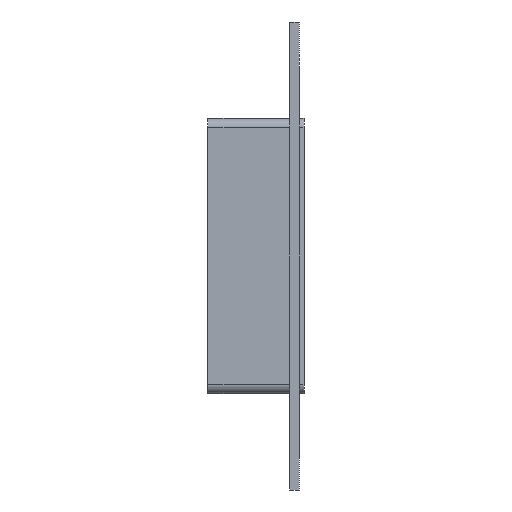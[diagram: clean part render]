
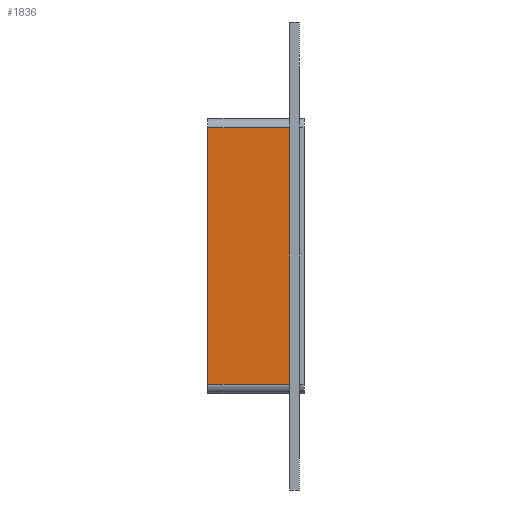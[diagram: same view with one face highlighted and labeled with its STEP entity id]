
A CAD part, left-side view. The second image highlights one B-rep face of the part: STEP entity #1836.
In plain terms, the highlighted planar face has unit normal (-1, 0, 0).
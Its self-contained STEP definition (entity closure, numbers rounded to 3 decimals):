
#1119=CARTESIAN_POINT('',(-262.0,6.,-79.75));
#1120=VERTEX_POINT('',#1119);
#1170=CARTESIAN_POINT('',(-262.0,6.,79.75));
#1171=VERTEX_POINT('',#1170);
#1179=CARTESIAN_POINT('',(-262.0,6.,-79.75));
#1180=DIRECTION('',(0.0,0.0,1.0));
#1181=VECTOR('',#1180,159.5);
#1182=LINE('',#1179,#1181);
#1183=EDGE_CURVE('',#1120,#1171,#1182,.T.);
#1794=CARTESIAN_POINT('',(-262.0,57.0,-79.75));
#1795=VERTEX_POINT('',#1794);
#1796=CARTESIAN_POINT('',(-262.0,6.,-79.75));
#1797=DIRECTION('',(0.0,1.0,0.0));
#1798=VECTOR('',#1797,51.0);
#1799=LINE('',#1796,#1798);
#1800=EDGE_CURVE('',#1120,#1795,#1799,.T.);
#1813=CARTESIAN_POINT('',(-262.0,0.0,-85.75));
#1814=DIRECTION('',(-1.0,0.0,0.0));
#1815=DIRECTION('',(0.0,0.0,1.0));
#1816=AXIS2_PLACEMENT_3D('',#1813,#1814,#1815);
#1817=PLANE('',#1816);
#1818=ORIENTED_EDGE('',*,*,#1183,.T.);
#1819=CARTESIAN_POINT('',(-262.0,57.0,79.75));
#1820=VERTEX_POINT('',#1819);
#1821=CARTESIAN_POINT('',(-262.0,57.0,79.75));
#1822=DIRECTION('',(0.0,-1.0,0.0));
#1823=VECTOR('',#1822,51.0);
#1824=LINE('',#1821,#1823);
#1825=EDGE_CURVE('',#1820,#1171,#1824,.T.);
#1826=ORIENTED_EDGE('',*,*,#1825,.F.);
#1827=CARTESIAN_POINT('',(-262.0,57.0,-79.75));
#1828=DIRECTION('',(0.0,0.0,1.0));
#1829=VECTOR('',#1828,159.5);
#1830=LINE('',#1827,#1829);
#1831=EDGE_CURVE('',#1795,#1820,#1830,.T.);
#1832=ORIENTED_EDGE('',*,*,#1831,.F.);
#1833=ORIENTED_EDGE('',*,*,#1800,.F.);
#1834=EDGE_LOOP('',(#1818,#1826,#1832,#1833));
#1835=FACE_OUTER_BOUND('',#1834,.T.);
#1836=ADVANCED_FACE('',(#1835),#1817,.T.);
